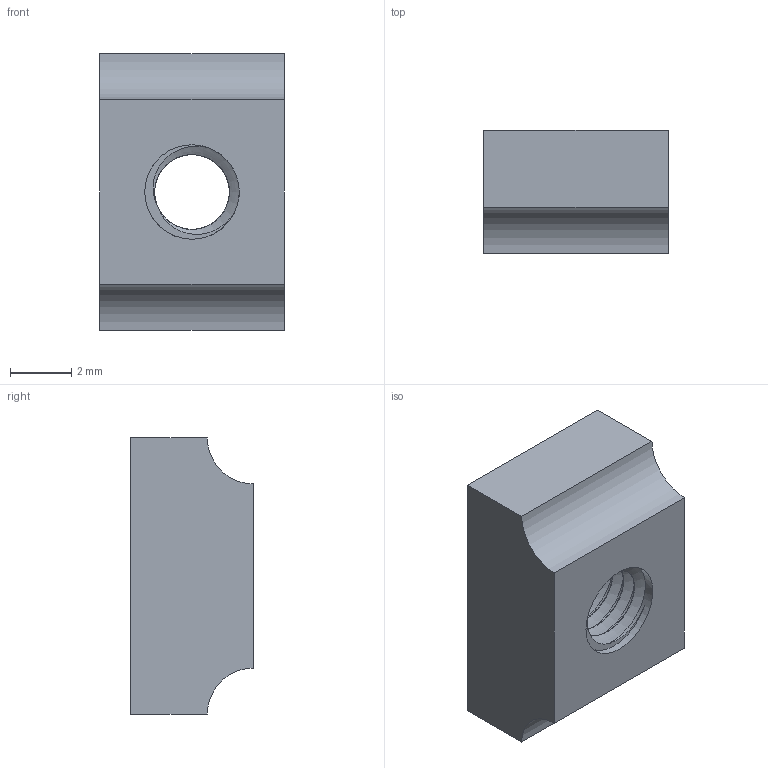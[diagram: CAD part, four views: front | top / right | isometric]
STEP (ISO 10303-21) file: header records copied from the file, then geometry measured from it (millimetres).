
FILE_DESCRIPTION(/* description */ (''),/* implementation_level */ '2;1');
FILE_NAME(/* name */ 'translationalstages_holderscrew_mk1.stp',/* time_stamp */ '2022-12-10T13:44:46+01:00',/* author */ ('Rik Ubaghs'),/* organization */ (''),/* preprocessor_version */ 'ST-DEVELOPER v18.1',/* originating_system */ 'Autodesk Inventor 2021',/* authorisation */ '');
FILE_SCHEMA (('AUTOMOTIVE_DESIGN { 1 0 10303 214 3 1 1 }'));
Length unit declared in the file: millimetre
Products named in the file (1): translationalstages_holderscrew_mk1
Bounding box: 6 x 4 x 9 mm (x, y, z)
Volume: 168.6 mm3; surface area: 258.3 mm2
Topology: 1 solids, 1 shells, 22 faces, 59 edges, 39 vertices
Faces by surface type: cylinder 10, plane 8, bspline 3, cone 1
Full cylindrical faces by diameter (mm): 3.08 x7
Entity records: 14499 total; most frequent: CARTESIAN_POINT 13909, ORIENTED_EDGE 118, DIRECTION 87, EDGE_CURVE 59, VERTEX_POINT 39, AXIS2_PLACEMENT_3D 32, EDGE_LOOP 24, B_SPLINE_CURVE_WITH_KNOTS 24
